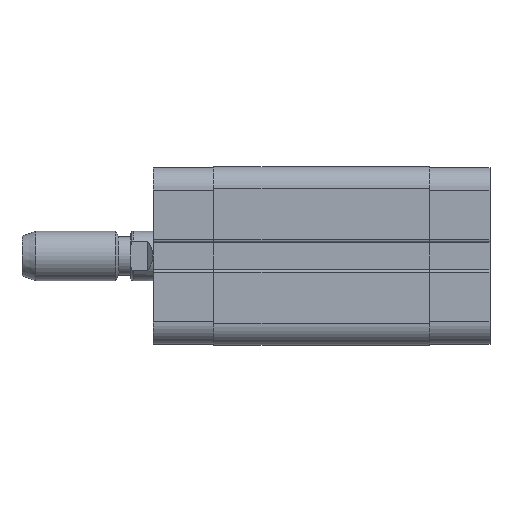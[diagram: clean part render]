
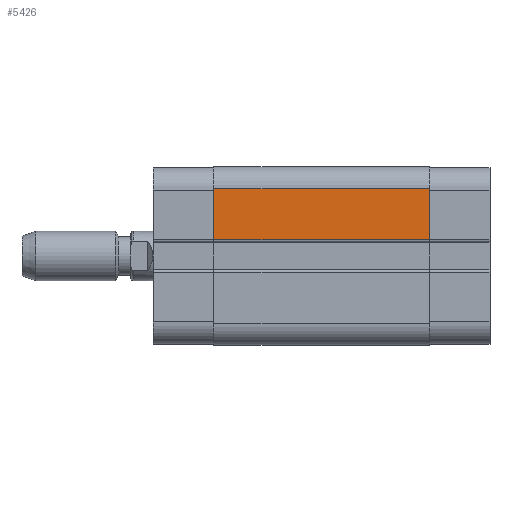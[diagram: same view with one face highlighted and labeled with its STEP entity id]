
A CAD part, left-side view. The second image highlights one B-rep face of the part: STEP entity #5426.
In plain terms, the highlighted planar face has unit normal (-1, 0, 0).
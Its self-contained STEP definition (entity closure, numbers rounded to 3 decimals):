
#3805=CARTESIAN_POINT('',(-18.05,21.75,3.25));
#3806=VERTEX_POINT('',#3805);
#3814=CARTESIAN_POINT('',(-18.05,21.75,13.55));
#3815=VERTEX_POINT('',#3814);
#3816=CARTESIAN_POINT('',(-18.05,21.75,13.55));
#3817=DIRECTION('',(0.0,0.0,-1.0));
#3818=VECTOR('',#3817,10.3);
#3819=LINE('',#3816,#3818);
#3820=EDGE_CURVE('',#3815,#3806,#3819,.T.);
#4910=CARTESIAN_POINT('',(-18.05,-21.75,13.55));
#4911=VERTEX_POINT('',#4910);
#4919=CARTESIAN_POINT('',(-18.05,-21.75,3.25));
#4920=VERTEX_POINT('',#4919);
#4921=CARTESIAN_POINT('',(-18.05,-21.75,3.25));
#4922=DIRECTION('',(0.0,0.0,1.0));
#4923=VECTOR('',#4922,10.3);
#4924=LINE('',#4921,#4923);
#4925=EDGE_CURVE('',#4920,#4911,#4924,.T.);
#5399=CARTESIAN_POINT('',(-18.05,-21.75,13.55));
#5400=DIRECTION('',(0.0,1.0,0.0));
#5401=VECTOR('',#5400,43.5);
#5402=LINE('',#5399,#5401);
#5403=EDGE_CURVE('',#4911,#3815,#5402,.T.);
#5410=CARTESIAN_POINT('',(-18.05,0.0,13.55));
#5411=DIRECTION('',(-1.0,0.0,0.0));
#5412=DIRECTION('',(0.0,0.0,1.0));
#5413=AXIS2_PLACEMENT_3D('',#5410,#5411,#5412);
#5414=PLANE('',#5413);
#5415=ORIENTED_EDGE('',*,*,#3820,.T.);
#5416=CARTESIAN_POINT('',(-18.05,-21.75,3.25));
#5417=DIRECTION('',(0.0,1.0,0.0));
#5418=VECTOR('',#5417,43.5);
#5419=LINE('',#5416,#5418);
#5420=EDGE_CURVE('',#4920,#3806,#5419,.T.);
#5421=ORIENTED_EDGE('',*,*,#5420,.F.);
#5422=ORIENTED_EDGE('',*,*,#4925,.T.);
#5423=ORIENTED_EDGE('',*,*,#5403,.T.);
#5424=EDGE_LOOP('',(#5415,#5421,#5422,#5423));
#5425=FACE_OUTER_BOUND('',#5424,.T.);
#5426=ADVANCED_FACE('',(#5425),#5414,.T.);
